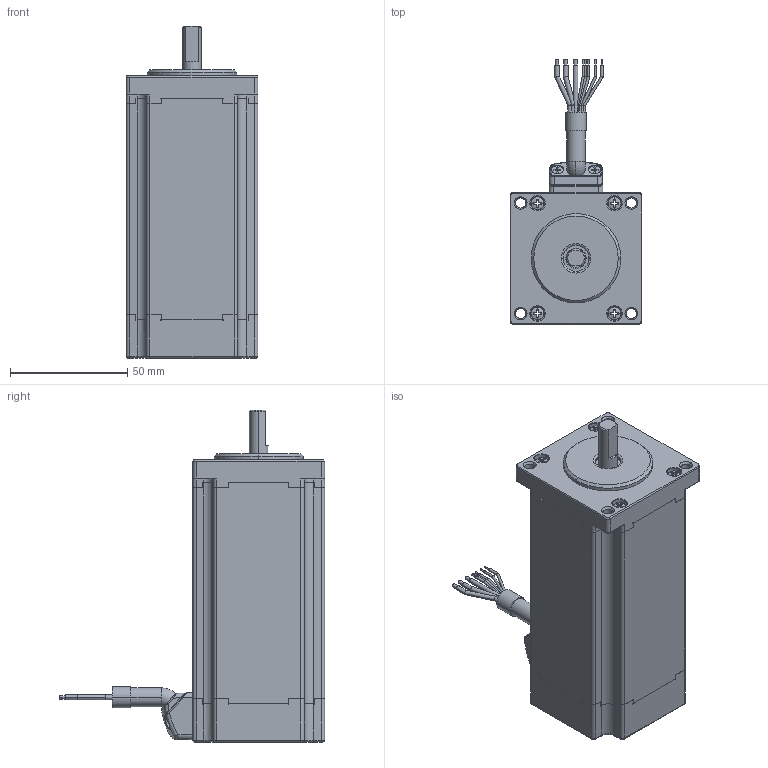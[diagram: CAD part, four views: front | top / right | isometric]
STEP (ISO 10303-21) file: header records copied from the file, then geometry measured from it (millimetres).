
FILE_DESCRIPTION (( 'STEP AP203' ), '1' );
FILE_NAME ('57BL180L2(-B).STEP', '2013-05-16T08:15:20', ( '' ), ( '' ), 'SwSTEP 2.0', 'SolidWorks 2007', '' );
FILE_SCHEMA (( 'CONFIG_CONTROL_DESIGN' ));
Length unit declared in the file: millimetre
Products named in the file (1): 57BL180L2(-B)
Bounding box: 56.2 x 113.1 x 141.5 mm (x, y, z)
Surface area: 39665 mm2 (no closed solid volume)
Topology: 0 solids, 17 shells, 491 faces, 1916 edges, 1409 vertices
Faces by surface type: cylinder 202, plane 155, cone 49, torus 44, bspline 31, sphere 10
Entity records: 21903 total; most frequent: CARTESIAN_POINT 6091, DIRECTION 3411, ORIENTED_EDGE 2954, EDGE_CURVE 1911, VERTEX_POINT 1409, AXIS2_PLACEMENT_3D 1280, VECTOR 851, LINE 851
